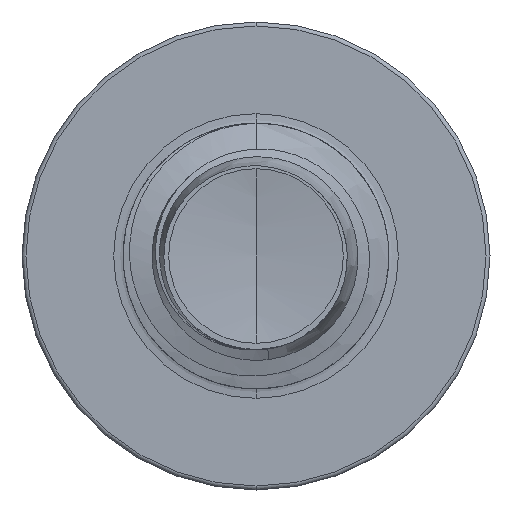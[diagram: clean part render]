
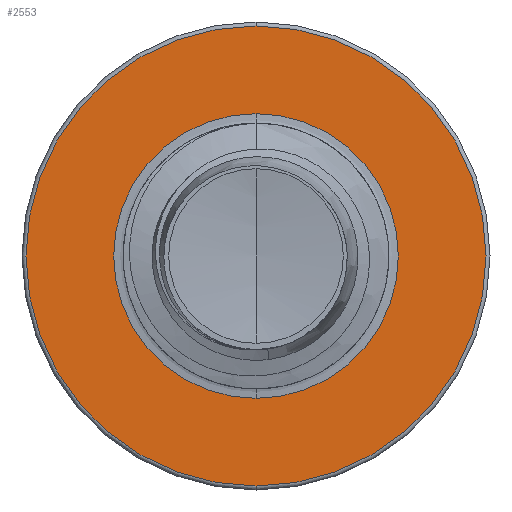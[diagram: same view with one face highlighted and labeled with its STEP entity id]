
A CAD part, front view. The second image highlights one B-rep face of the part: STEP entity #2553.
In plain terms, the highlighted planar face has unit normal (0, -1, 0).
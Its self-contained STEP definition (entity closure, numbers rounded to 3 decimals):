
#79 = FACE_OUTER_BOUND ( 'NONE', #30644, .T. ) ;
#347 = DIRECTION ( 'NONE',  ( 0., 0., 1. ) ) ;
#1100 = VERTEX_POINT ( 'NONE', #16963 ) ;
#2279 = DIRECTION ( 'NONE',  ( 0., 0., 1. ) ) ;
#2553 = ADVANCED_FACE ( 'NONE', ( #79, #13260 ), #14957, .F. ) ;
#3087 = EDGE_CURVE ( 'NONE', #20022, #1100, #27318, .T. ) ;
#5493 = DIRECTION ( 'NONE',  ( 0., 1., 0. ) ) ;
#6399 = CARTESIAN_POINT ( 'NONE',  ( 0., 16., 0. ) ) ;
#9220 = DIRECTION ( 'NONE',  ( 0., 0., 1. ) ) ;
#9363 = VERTEX_POINT ( 'NONE', #20329 ) ;
#9766 = ORIENTED_EDGE ( 'NONE', *, *, #24478, .F. ) ;
#11359 = AXIS2_PLACEMENT_3D ( 'NONE', #6399, #26028, #9220 ) ;
#11438 = CARTESIAN_POINT ( 'NONE',  ( 0., 16., 0. ) ) ;
#11580 = AXIS2_PLACEMENT_3D ( 'NONE', #12915, #15786, #11912 ) ;
#11805 = EDGE_LOOP ( 'NONE', ( #30133, #16431 ) ) ;
#11912 = DIRECTION ( 'NONE',  ( 0., 0., 1. ) ) ;
#12915 = CARTESIAN_POINT ( 'NONE',  ( 0., 16., -2.677 ) ) ;
#13260 = FACE_BOUND ( 'NONE', #11805, .T. ) ;
#13286 = ORIENTED_EDGE ( 'NONE', *, *, #26383, .F. ) ;
#13988 = CIRCLE ( 'NONE', #21285, 2.677 ) ;
#14957 = PLANE ( 'NONE',  #11580 ) ;
#15786 = DIRECTION ( 'NONE',  ( 0., 1., 0. ) ) ;
#16431 = ORIENTED_EDGE ( 'NONE', *, *, #29389, .T. ) ;
#16963 = CARTESIAN_POINT ( 'NONE',  ( 0., 16., -2.677 ) ) ;
#19114 = DIRECTION ( 'NONE',  ( 0., 1., 0. ) ) ;
#20022 = VERTEX_POINT ( 'NONE', #22839 ) ;
#20289 = AXIS2_PLACEMENT_3D ( 'NONE', #22307, #5493, #25123 ) ;
#20329 = CARTESIAN_POINT ( 'NONE',  ( 0., 16., -4.325 ) ) ;
#21285 = AXIS2_PLACEMENT_3D ( 'NONE', #35896, #19114, #2279 ) ;
#22307 = CARTESIAN_POINT ( 'NONE',  ( 0., 16., 0. ) ) ;
#22839 = CARTESIAN_POINT ( 'NONE',  ( 0., 16., 2.677 ) ) ;
#24478 = EDGE_CURVE ( 'NONE', #35062, #9363, #32489, .T. ) ;
#25123 = DIRECTION ( 'NONE',  ( 0., 0., 1. ) ) ;
#25422 = CIRCLE ( 'NONE', #11359, 4.325 ) ;
#26028 = DIRECTION ( 'NONE',  ( 0., 1., 0. ) ) ;
#26383 = EDGE_CURVE ( 'NONE', #9363, #35062, #25422, .T. ) ;
#27318 = CIRCLE ( 'NONE', #32306, 2.677 ) ;
#29389 = EDGE_CURVE ( 'NONE', #1100, #20022, #13988, .T. ) ;
#30133 = ORIENTED_EDGE ( 'NONE', *, *, #3087, .T. ) ;
#30644 = EDGE_LOOP ( 'NONE', ( #9766, #13286 ) ) ;
#31151 = CARTESIAN_POINT ( 'NONE',  ( 0., 16., 4.325 ) ) ;
#31201 = DIRECTION ( 'NONE',  ( 0., 1., 0. ) ) ;
#32306 = AXIS2_PLACEMENT_3D ( 'NONE', #11438, #31201, #347 ) ;
#32489 = CIRCLE ( 'NONE', #20289, 4.325 ) ;
#35062 = VERTEX_POINT ( 'NONE', #31151 ) ;
#35896 = CARTESIAN_POINT ( 'NONE',  ( 0., 16., 0. ) ) ;
